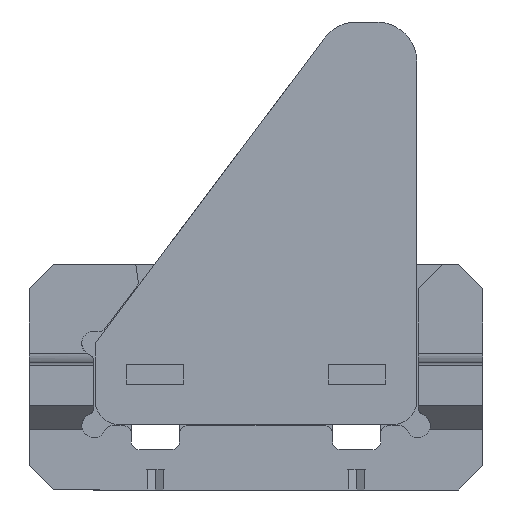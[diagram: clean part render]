
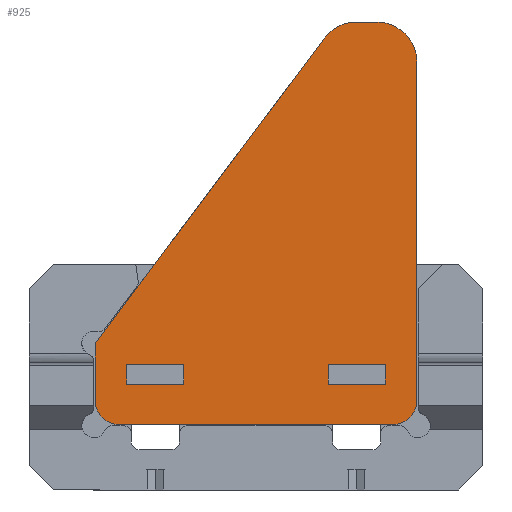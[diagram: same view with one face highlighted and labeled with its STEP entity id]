
A CAD part, left-side view. The second image highlights one B-rep face of the part: STEP entity #925.
In plain terms, the highlighted planar face has unit normal (-1, 0, 0).
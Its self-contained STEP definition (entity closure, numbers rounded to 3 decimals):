
#10 = LINE ( 'NONE', #2857, #3834 ) ;
#24 = VECTOR ( 'NONE', #3607, 1000. ) ;
#48 = EDGE_CURVE ( 'NONE', #4108, #3789, #3533, .T. ) ;
#90 = CARTESIAN_POINT ( 'NONE',  ( -51.5, -85.444, 76. ) ) ;
#128 = EDGE_CURVE ( 'NONE', #874, #4108, #2316, .T. ) ;
#132 = DIRECTION ( 'NONE',  ( 0., 0., -1. ) ) ;
#143 = VERTEX_POINT ( 'NONE', #2642 ) ;
#211 = CARTESIAN_POINT ( 'NONE',  ( -51.5, -106.894, 38.45 ) ) ;
#219 = VERTEX_POINT ( 'NONE', #2252 ) ;
#240 = EDGE_CURVE ( 'NONE', #219, #2051, #307, .T. ) ;
#291 = ORIENTED_EDGE ( 'NONE', *, *, #1764, .F. ) ;
#298 = ORIENTED_EDGE ( 'NONE', *, *, #2239, .F. ) ;
#307 = LINE ( 'NONE', #965, #3988 ) ;
#313 = ORIENTED_EDGE ( 'NONE', *, *, #3573, .T. ) ;
#340 = DIRECTION ( 'NONE',  ( 0., 1., 0. ) ) ;
#362 = EDGE_CURVE ( 'NONE', #2051, #2436, #3804, .T. ) ;
#399 = ORIENTED_EDGE ( 'NONE', *, *, #2947, .F. ) ;
#455 = VERTEX_POINT ( 'NONE', #3193 ) ;
#539 = CARTESIAN_POINT ( 'NONE',  ( -51.5, -110.444, 36. ) ) ;
#669 = VERTEX_POINT ( 'NONE', #2053 ) ;
#675 = DIRECTION ( 'NONE',  ( -1., 0., 0. ) ) ;
#689 = CARTESIAN_POINT ( 'NONE',  ( -51.5, -85.444, 38.45 ) ) ;
#736 = VECTOR ( 'NONE', #942, 1000. ) ;
#758 = EDGE_CURVE ( 'NONE', #1681, #669, #1800, .T. ) ;
#860 = ORIENTED_EDGE ( 'NONE', *, *, #128, .T. ) ;
#874 = VERTEX_POINT ( 'NONE', #2198 ) ;
#922 = CARTESIAN_POINT ( 'NONE',  ( -51.5, -78.344, 76. ) ) ;
#925 = ADVANCED_FACE ( 'NONE', ( #1973, #1335, #2716 ), #3783, .F. ) ;
#940 = CARTESIAN_POINT ( 'NONE',  ( -51.5, -106.894, 76. ) ) ;
#942 = DIRECTION ( 'NONE',  ( 0., -0.6, 0.8 ) ) ;
#955 = CIRCLE ( 'NONE', #3471, 5. ) ;
#965 = CARTESIAN_POINT ( 'NONE',  ( -51.5, -106.894, 38.45 ) ) ;
#1018 = EDGE_CURVE ( 'NONE', #455, #219, #2101, .T. ) ;
#1143 = EDGE_CURVE ( 'NONE', #3789, #1394, #10, .T. ) ;
#1165 = DIRECTION ( 'NONE',  ( 0., 0., -1. ) ) ;
#1182 = VECTOR ( 'NONE', #2778, 1000. ) ;
#1208 = CARTESIAN_POINT ( 'NONE',  ( -51.5, -110.444, 38.45 ) ) ;
#1212 = CARTESIAN_POINT ( 'NONE',  ( -51.5, -109.394, 76. ) ) ;
#1223 = ORIENTED_EDGE ( 'NONE', *, *, #3855, .F. ) ;
#1236 = CARTESIAN_POINT ( 'NONE',  ( -51.5, -114.394, 31. ) ) ;
#1242 = DIRECTION ( 'NONE',  ( 0., 0., -1. ) ) ;
#1323 = VECTOR ( 'NONE', #1340, 1000. ) ;
#1329 = DIRECTION ( 'NONE',  ( 0., 0., 1. ) ) ;
#1335 = FACE_BOUND ( 'NONE', #3011, .T. ) ;
#1340 = DIRECTION ( 'NONE',  ( 0., 1., 0. ) ) ;
#1348 = EDGE_CURVE ( 'NONE', #2780, #143, #3677, .T. ) ;
#1354 = CARTESIAN_POINT ( 'NONE',  ( -51.5, -78.344, 36. ) ) ;
#1379 = VECTOR ( 'NONE', #3998, 1000. ) ;
#1389 = VERTEX_POINT ( 'NONE', #1976 ) ;
#1394 = VERTEX_POINT ( 'NONE', #1354 ) ;
#1411 = ORIENTED_EDGE ( 'NONE', *, *, #1602, .F. ) ;
#1497 = CARTESIAN_POINT ( 'NONE',  ( -51.5, -77.394, 34. ) ) ;
#1602 = EDGE_CURVE ( 'NONE', #669, #4231, #3626, .T. ) ;
#1653 = ORIENTED_EDGE ( 'NONE', *, *, #48, .T. ) ;
#1673 = DIRECTION ( 'NONE',  ( 1., 0., 0. ) ) ;
#1681 = VERTEX_POINT ( 'NONE', #1854 ) ;
#1682 = VECTOR ( 'NONE', #1932, 1000. ) ;
#1764 = EDGE_CURVE ( 'NONE', #143, #1681, #955, .T. ) ;
#1800 = LINE ( 'NONE', #3454, #1182 ) ;
#1813 = VECTOR ( 'NONE', #132, 1000. ) ;
#1854 = CARTESIAN_POINT ( 'NONE',  ( -51.5, -106.894, 81. ) ) ;
#1880 = AXIS2_PLACEMENT_3D ( 'NONE', #940, #1673, #2655 ) ;
#1932 = DIRECTION ( 'NONE',  ( 0., 0., 1. ) ) ;
#1973 = FACE_BOUND ( 'NONE', #3102, .T. ) ;
#1976 = CARTESIAN_POINT ( 'NONE',  ( -51.5, -77.394, 31. ) ) ;
#2005 = DIRECTION ( 'NONE',  ( 1., 0., 0. ) ) ;
#2051 = VERTEX_POINT ( 'NONE', #1208 ) ;
#2053 = CARTESIAN_POINT ( 'NONE',  ( -51.5, -109.394, 81. ) ) ;
#2081 = ORIENTED_EDGE ( 'NONE', *, *, #3236, .T. ) ;
#2101 = LINE ( 'NONE', #3803, #2390 ) ;
#2136 = CARTESIAN_POINT ( 'NONE',  ( -51.5, -85.444, 36. ) ) ;
#2168 = DIRECTION ( 'NONE',  ( 0., 0., 1. ) ) ;
#2198 = CARTESIAN_POINT ( 'NONE',  ( -51.5, -78.344, 38.45 ) ) ;
#2214 = CARTESIAN_POINT ( 'NONE',  ( -51.5, -74.394, 41. ) ) ;
#2239 = EDGE_CURVE ( 'NONE', #3024, #1389, #4331, .T. ) ;
#2247 = DIRECTION ( 'NONE',  ( 0., 1., 0. ) ) ;
#2248 = DIRECTION ( 'NONE',  ( 0., 1., 0. ) ) ;
#2252 = CARTESIAN_POINT ( 'NONE',  ( -51.5, -103.344, 38.45 ) ) ;
#2268 = CIRCLE ( 'NONE', #2339, 3. ) ;
#2316 = LINE ( 'NONE', #211, #24 ) ;
#2339 = AXIS2_PLACEMENT_3D ( 'NONE', #1497, #3657, #2248 ) ;
#2390 = VECTOR ( 'NONE', #2168, 1000. ) ;
#2422 = VERTEX_POINT ( 'NONE', #2516 ) ;
#2433 = ORIENTED_EDGE ( 'NONE', *, *, #1143, .T. ) ;
#2436 = VERTEX_POINT ( 'NONE', #539 ) ;
#2439 = ORIENTED_EDGE ( 'NONE', *, *, #1348, .F. ) ;
#2516 = CARTESIAN_POINT ( 'NONE',  ( -51.5, -114.394, 34. ) ) ;
#2585 = EDGE_CURVE ( 'NONE', #1394, #874, #3384, .T. ) ;
#2594 = LINE ( 'NONE', #3225, #1682 ) ;
#2642 = CARTESIAN_POINT ( 'NONE',  ( -51.5, -102.894, 79. ) ) ;
#2655 = DIRECTION ( 'NONE',  ( 0., 1., 0. ) ) ;
#2666 = ORIENTED_EDGE ( 'NONE', *, *, #758, .F. ) ;
#2668 = DIRECTION ( 'NONE',  ( 0., 1., 0. ) ) ;
#2716 = FACE_OUTER_BOUND ( 'NONE', #3072, .T. ) ;
#2761 = DIRECTION ( 'NONE',  ( 0., -1., 0. ) ) ;
#2778 = DIRECTION ( 'NONE',  ( 0., -1., 0. ) ) ;
#2780 = VERTEX_POINT ( 'NONE', #2214 ) ;
#2828 = VECTOR ( 'NONE', #1165, 1000. ) ;
#2857 = CARTESIAN_POINT ( 'NONE',  ( -51.5, -106.894, 36. ) ) ;
#2897 = DIRECTION ( 'NONE',  ( 0., 1., 0. ) ) ;
#2902 = DIRECTION ( 'NONE',  ( 1., 0., 0. ) ) ;
#2917 = CIRCLE ( 'NONE', #4215, 3. ) ;
#2947 = EDGE_CURVE ( 'NONE', #4231, #2422, #2965, .T. ) ;
#2965 = LINE ( 'NONE', #4336, #3773 ) ;
#3011 = EDGE_LOOP ( 'NONE', ( #4248, #4177, #3294, #313 ) ) ;
#3020 = EDGE_CURVE ( 'NONE', #3024, #2422, #2917, .T. ) ;
#3024 = VERTEX_POINT ( 'NONE', #3747 ) ;
#3065 = CARTESIAN_POINT ( 'NONE',  ( -51.5, -74.394, 34. ) ) ;
#3072 = EDGE_LOOP ( 'NONE', ( #298, #4029, #399, #1411, #2666, #291, #2439, #1223, #2081 ) ) ;
#3102 = EDGE_LOOP ( 'NONE', ( #3511, #860, #1653, #2433 ) ) ;
#3127 = CARTESIAN_POINT ( 'NONE',  ( -51.5, -110.444, 76. ) ) ;
#3193 = CARTESIAN_POINT ( 'NONE',  ( -51.5, -103.344, 36. ) ) ;
#3225 = CARTESIAN_POINT ( 'NONE',  ( -51.5, -74.394, 31. ) ) ;
#3236 = EDGE_CURVE ( 'NONE', #4077, #1389, #2268, .T. ) ;
#3247 = CARTESIAN_POINT ( 'NONE',  ( -51.5, -114.394, 76. ) ) ;
#3294 = ORIENTED_EDGE ( 'NONE', *, *, #362, .T. ) ;
#3384 = LINE ( 'NONE', #922, #3406 ) ;
#3406 = VECTOR ( 'NONE', #1329, 1000. ) ;
#3454 = CARTESIAN_POINT ( 'NONE',  ( -51.5, -106.894, 81. ) ) ;
#3471 = AXIS2_PLACEMENT_3D ( 'NONE', #3691, #2005, #2668 ) ;
#3511 = ORIENTED_EDGE ( 'NONE', *, *, #2585, .T. ) ;
#3533 = LINE ( 'NONE', #90, #2828 ) ;
#3552 = AXIS2_PLACEMENT_3D ( 'NONE', #1212, #2902, #2247 ) ;
#3573 = EDGE_CURVE ( 'NONE', #2436, #455, #3746, .T. ) ;
#3607 = DIRECTION ( 'NONE',  ( 0., -1., 0. ) ) ;
#3626 = CIRCLE ( 'NONE', #3552, 5. ) ;
#3657 = DIRECTION ( 'NONE',  ( -1., 0., 0. ) ) ;
#3677 = LINE ( 'NONE', #4084, #736 ) ;
#3691 = CARTESIAN_POINT ( 'NONE',  ( -51.5, -106.894, 76. ) ) ;
#3746 = LINE ( 'NONE', #4440, #1323 ) ;
#3747 = CARTESIAN_POINT ( 'NONE',  ( -51.5, -111.394, 31. ) ) ;
#3770 = CARTESIAN_POINT ( 'NONE',  ( -51.5, -111.394, 34. ) ) ;
#3773 = VECTOR ( 'NONE', #1242, 1000. ) ;
#3783 = PLANE ( 'NONE',  #1880 ) ;
#3789 = VERTEX_POINT ( 'NONE', #2136 ) ;
#3803 = CARTESIAN_POINT ( 'NONE',  ( -51.5, -103.344, 76. ) ) ;
#3804 = LINE ( 'NONE', #3127, #1813 ) ;
#3834 = VECTOR ( 'NONE', #2897, 1000. ) ;
#3855 = EDGE_CURVE ( 'NONE', #4077, #2780, #2594, .T. ) ;
#3988 = VECTOR ( 'NONE', #2761, 1000. ) ;
#3998 = DIRECTION ( 'NONE',  ( 0., 1., 0. ) ) ;
#4029 = ORIENTED_EDGE ( 'NONE', *, *, #3020, .T. ) ;
#4077 = VERTEX_POINT ( 'NONE', #3065 ) ;
#4084 = CARTESIAN_POINT ( 'NONE',  ( -51.5, -74.394, 41. ) ) ;
#4108 = VERTEX_POINT ( 'NONE', #689 ) ;
#4177 = ORIENTED_EDGE ( 'NONE', *, *, #240, .T. ) ;
#4215 = AXIS2_PLACEMENT_3D ( 'NONE', #3770, #675, #340 ) ;
#4231 = VERTEX_POINT ( 'NONE', #3247 ) ;
#4248 = ORIENTED_EDGE ( 'NONE', *, *, #1018, .T. ) ;
#4331 = LINE ( 'NONE', #1236, #1379 ) ;
#4336 = CARTESIAN_POINT ( 'NONE',  ( -51.5, -114.394, 76. ) ) ;
#4440 = CARTESIAN_POINT ( 'NONE',  ( -51.5, -106.894, 36. ) ) ;
